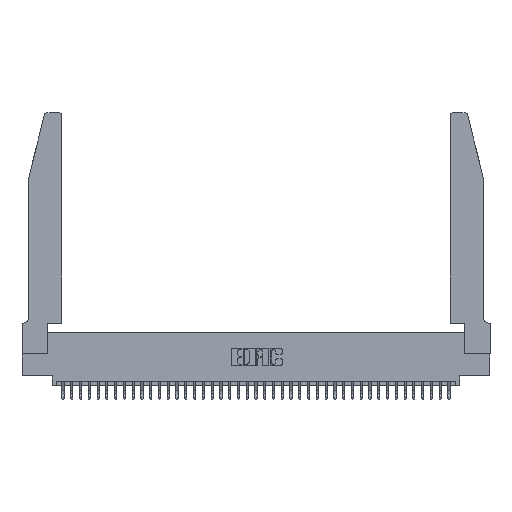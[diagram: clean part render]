
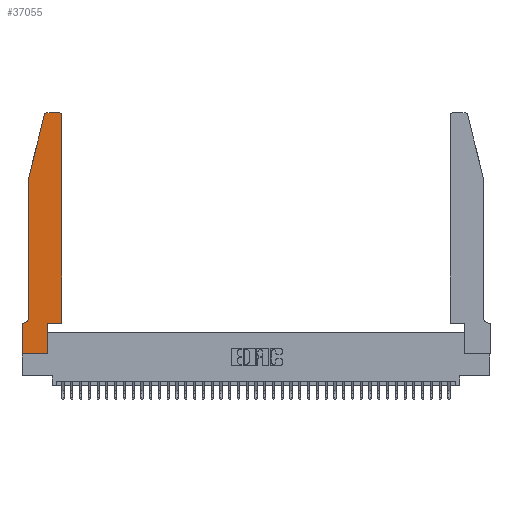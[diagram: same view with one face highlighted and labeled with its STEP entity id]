
A CAD part, top view. The second image highlights one B-rep face of the part: STEP entity #37055.
In plain terms, the highlighted planar face has unit normal (0, 0, 1).
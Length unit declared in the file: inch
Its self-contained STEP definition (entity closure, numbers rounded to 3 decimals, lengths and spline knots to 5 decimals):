
#326 = AXIS2_PLACEMENT_3D ( 'NONE', #11437, #32894, #14609 ) ;
#1146 = CARTESIAN_POINT ( 'NONE',  ( 0., 0.35, 0.37 ) ) ;
#1593 = VECTOR ( 'NONE', #31070, 39.37008 ) ;
#1638 = VECTOR ( 'NONE', #34730, 39.37008 ) ;
#1648 = EDGE_CURVE ( 'NONE', #33814, #3833, #18322, .T. ) ;
#2939 = LINE ( 'NONE', #26188, #35743 ) ;
#3398 = VERTEX_POINT ( 'NONE', #26812 ) ;
#3833 = VERTEX_POINT ( 'NONE', #7737 ) ;
#4004 = AXIS2_PLACEMENT_3D ( 'NONE', #1146, #13842, #35215 ) ;
#4061 = CARTESIAN_POINT ( 'NONE',  ( 0.284, 2.72, 0.37 ) ) ;
#4087 = CARTESIAN_POINT ( 'NONE',  ( 0.0755, 0.35, 0.37 ) ) ;
#4385 = PLANE ( 'NONE',  #4004 ) ;
#4412 = VECTOR ( 'NONE', #39249, 39.37008 ) ;
#5346 = ORIENTED_EDGE ( 'NONE', *, *, #10136, .T. ) ;
#5518 = VERTEX_POINT ( 'NONE', #24200 ) ;
#5541 = DIRECTION ( 'NONE',  ( -0.239, -0.971, 0. ) ) ;
#6393 = CARTESIAN_POINT ( 'NONE',  ( 0.4505, 0.35, 0.37 ) ) ;
#6500 = LINE ( 'NONE', #16996, #30163 ) ;
#6775 = EDGE_CURVE ( 'NONE', #37912, #3398, #27058, .T. ) ;
#7176 = DIRECTION ( 'NONE',  ( 1., 0., 0. ) ) ;
#7206 = DIRECTION ( 'NONE',  ( -1., 0., 0. ) ) ;
#7287 = ORIENTED_EDGE ( 'NONE', *, *, #34439, .T. ) ;
#7667 = DIRECTION ( 'NONE',  ( -1., 0., 0. ) ) ;
#7668 = EDGE_CURVE ( 'NONE', #20421, #33814, #29432, .T. ) ;
#7737 = CARTESIAN_POINT ( 'NONE',  ( 0.4505, 2.72, 0.37 ) ) ;
#7939 = VERTEX_POINT ( 'NONE', #38692 ) ;
#9362 = EDGE_CURVE ( 'NONE', #3398, #36351, #18366, .T. ) ;
#10136 = EDGE_CURVE ( 'NONE', #16348, #5518, #6500, .T. ) ;
#10719 = ORIENTED_EDGE ( 'NONE', *, *, #16668, .T. ) ;
#11398 = VECTOR ( 'NONE', #14244, 39.37008 ) ;
#11437 = CARTESIAN_POINT ( 'NONE',  ( 0.0055, 0.42, 0.37 ) ) ;
#12846 = CARTESIAN_POINT ( 'NONE',  ( 0., 0., 0.37 ) ) ;
#13842 = DIRECTION ( 'NONE',  ( 0., 0., 1. ) ) ;
#14244 = DIRECTION ( 'NONE',  ( 0., 1., 0. ) ) ;
#14609 = DIRECTION ( 'NONE',  ( -1., 0., 0. ) ) ;
#15086 = CARTESIAN_POINT ( 'NONE',  ( 0.284, 2.75, 0.37 ) ) ;
#15148 = DIRECTION ( 'NONE',  ( 0., 0., 1. ) ) ;
#15650 = DIRECTION ( 'NONE',  ( 1., 0., 0. ) ) ;
#16348 = VERTEX_POINT ( 'NONE', #12846 ) ;
#16540 = EDGE_LOOP ( 'NONE', ( #37603, #22347, #39520, #17127, #10719, #27108, #37133, #5346, #7287, #31874, #33785, #26652 ) ) ;
#16668 = EDGE_CURVE ( 'NONE', #36351, #37461, #26068, .T. ) ;
#16762 = CIRCLE ( 'NONE', #31437, 0.03 ) ;
#16996 = CARTESIAN_POINT ( 'NONE',  ( 0., 0., 0.37 ) ) ;
#17127 = ORIENTED_EDGE ( 'NONE', *, *, #9362, .T. ) ;
#17986 = CARTESIAN_POINT ( 'NONE',  ( 0., 0., 0.37 ) ) ;
#18322 = LINE ( 'NONE', #6393, #1593 ) ;
#18366 = LINE ( 'NONE', #34593, #1638 ) ;
#18655 = VERTEX_POINT ( 'NONE', #18951 ) ;
#18951 = CARTESIAN_POINT ( 'NONE',  ( 0., 0.35, 0.37 ) ) ;
#19078 = LINE ( 'NONE', #17986, #4412 ) ;
#19292 = LINE ( 'NONE', #4087, #28305 ) ;
#19928 = VECTOR ( 'NONE', #5541, 39.37008 ) ;
#20280 = EDGE_CURVE ( 'NONE', #37461, #18655, #19292, .T. ) ;
#20421 = VERTEX_POINT ( 'NONE', #23461 ) ;
#21358 = VECTOR ( 'NONE', #15650, 39.37008 ) ;
#22347 = ORIENTED_EDGE ( 'NONE', *, *, #37855, .T. ) ;
#23461 = CARTESIAN_POINT ( 'NONE',  ( 0.2865, 0.35, 0.37 ) ) ;
#24105 = CARTESIAN_POINT ( 'NONE',  ( 0.0755, 2., 0.37 ) ) ;
#24200 = CARTESIAN_POINT ( 'NONE',  ( 0.2865, 0., 0.37 ) ) ;
#25709 = DIRECTION ( 'NONE',  ( 0., 0., 1. ) ) ;
#26068 = CIRCLE ( 'NONE', #326, 0.07 ) ;
#26188 = CARTESIAN_POINT ( 'NONE',  ( 0.2605, 2.75, 0.37 ) ) ;
#26404 = CARTESIAN_POINT ( 'NONE',  ( 0.2865, 0.35, 0.37 ) ) ;
#26597 = CARTESIAN_POINT ( 'NONE',  ( 0.4505, 0.35, 0.37 ) ) ;
#26652 = ORIENTED_EDGE ( 'NONE', *, *, #26871, .T. ) ;
#26812 = CARTESIAN_POINT ( 'NONE',  ( 0.0755, 2., 0.37 ) ) ;
#26871 = EDGE_CURVE ( 'NONE', #3833, #7939, #32769, .T. ) ;
#27058 = LINE ( 'NONE', #24105, #19928 ) ;
#27108 = ORIENTED_EDGE ( 'NONE', *, *, #20280, .T. ) ;
#27748 = LINE ( 'NONE', #26404, #11398 ) ;
#28305 = VECTOR ( 'NONE', #7206, 39.37008 ) ;
#28770 = CARTESIAN_POINT ( 'NONE',  ( 0.25487, 2.72718, 0.37 ) ) ;
#29211 = DIRECTION ( 'NONE',  ( 1., 0., 0. ) ) ;
#29432 = LINE ( 'NONE', #39914, #21358 ) ;
#30163 = VECTOR ( 'NONE', #29211, 39.37008 ) ;
#30671 = AXIS2_PLACEMENT_3D ( 'NONE', #33401, #15148, #36476 ) ;
#31056 = CARTESIAN_POINT ( 'NONE',  ( 0.0055, 0.35, 0.37 ) ) ;
#31070 = DIRECTION ( 'NONE',  ( 0., 1., 0. ) ) ;
#31400 = FACE_OUTER_BOUND ( 'NONE', #16540, .T. ) ;
#31422 = CARTESIAN_POINT ( 'NONE',  ( 0.0755, 0.42, 0.37 ) ) ;
#31437 = AXIS2_PLACEMENT_3D ( 'NONE', #4061, #25709, #7176 ) ;
#31874 = ORIENTED_EDGE ( 'NONE', *, *, #7668, .T. ) ;
#32769 = CIRCLE ( 'NONE', #30671, 0.03 ) ;
#32894 = DIRECTION ( 'NONE',  ( 0., 0., -1. ) ) ;
#33401 = CARTESIAN_POINT ( 'NONE',  ( 0.4205, 2.72, 0.37 ) ) ;
#33785 = ORIENTED_EDGE ( 'NONE', *, *, #1648, .T. ) ;
#33814 = VERTEX_POINT ( 'NONE', #26597 ) ;
#34439 = EDGE_CURVE ( 'NONE', #5518, #20421, #27748, .T. ) ;
#34593 = CARTESIAN_POINT ( 'NONE',  ( 0.0755, 2., 0.37 ) ) ;
#34730 = DIRECTION ( 'NONE',  ( 0., -1., 0. ) ) ;
#35215 = DIRECTION ( 'NONE',  ( 1., 0., 0. ) ) ;
#35743 = VECTOR ( 'NONE', #7667, 39.37008 ) ;
#36351 = VERTEX_POINT ( 'NONE', #31422 ) ;
#36476 = DIRECTION ( 'NONE',  ( 1., 0., 0. ) ) ;
#37055 = ADVANCED_FACE ( 'NONE', ( #31400 ), #4385, .T. ) ;
#37133 = ORIENTED_EDGE ( 'NONE', *, *, #38896, .T. ) ;
#37461 = VERTEX_POINT ( 'NONE', #31056 ) ;
#37603 = ORIENTED_EDGE ( 'NONE', *, *, #38704, .T. ) ;
#37855 = EDGE_CURVE ( 'NONE', #39446, #37912, #16762, .T. ) ;
#37912 = VERTEX_POINT ( 'NONE', #28770 ) ;
#38692 = CARTESIAN_POINT ( 'NONE',  ( 0.4205, 2.75, 0.37 ) ) ;
#38704 = EDGE_CURVE ( 'NONE', #7939, #39446, #2939, .T. ) ;
#38896 = EDGE_CURVE ( 'NONE', #18655, #16348, #19078, .T. ) ;
#39249 = DIRECTION ( 'NONE',  ( 0., -1., 0. ) ) ;
#39446 = VERTEX_POINT ( 'NONE', #15086 ) ;
#39520 = ORIENTED_EDGE ( 'NONE', *, *, #6775, .T. ) ;
#39914 = CARTESIAN_POINT ( 'NONE',  ( 0.4505, 0.35, 0.37 ) ) ;
